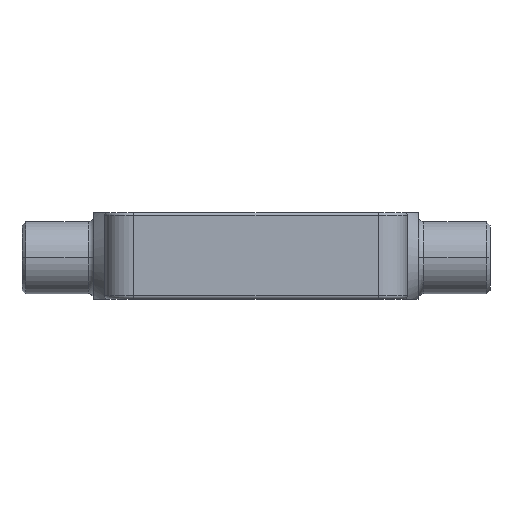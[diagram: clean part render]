
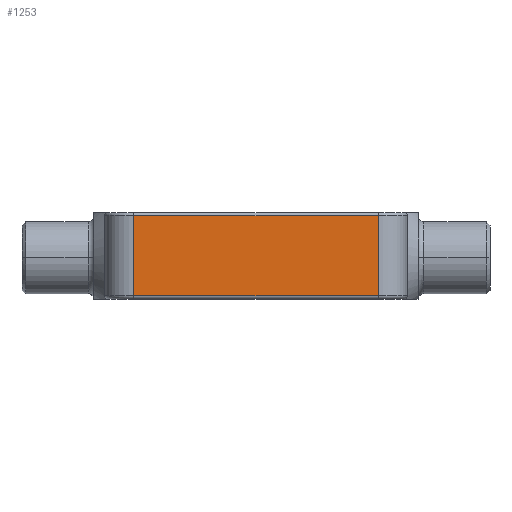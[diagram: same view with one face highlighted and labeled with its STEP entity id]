
A CAD part, top view. The second image highlights one B-rep face of the part: STEP entity #1253.
In plain terms, the highlighted planar face has unit normal (0, 0, 1).
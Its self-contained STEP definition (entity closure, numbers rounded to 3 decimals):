
#133 = EDGE_CURVE ( 'NONE', #2229, #2471, #556, .T. ) ;
#135 = FACE_OUTER_BOUND ( 'NONE', #250, .T. ) ;
#170 = VECTOR ( 'NONE', #945, 1000. ) ;
#250 = EDGE_LOOP ( 'NONE', ( #1255, #1760, #1211, #1602 ) ) ;
#385 = PLANE ( 'NONE',  #2047 ) ;
#423 = LINE ( 'NONE', #2490, #1369 ) ;
#506 = CARTESIAN_POINT ( 'NONE',  ( -34., 24., 42. ) ) ;
#556 = LINE ( 'NONE', #506, #1519 ) ;
#572 = CARTESIAN_POINT ( 'NONE',  ( -34., 0.85, 42. ) ) ;
#580 = CARTESIAN_POINT ( 'NONE',  ( 34., 0.85, 42. ) ) ;
#652 = DIRECTION ( 'NONE',  ( 0., -1., 0. ) ) ;
#670 = LINE ( 'NONE', #572, #170 ) ;
#788 = VECTOR ( 'NONE', #872, 1000. ) ;
#844 = VERTEX_POINT ( 'NONE', #1696 ) ;
#872 = DIRECTION ( 'NONE',  ( 0., -1., 0. ) ) ;
#945 = DIRECTION ( 'NONE',  ( 1., 0., 0. ) ) ;
#964 = DIRECTION ( 'NONE',  ( 0., 0., -1. ) ) ;
#1094 = CARTESIAN_POINT ( 'NONE',  ( -34., 23.15, 42. ) ) ;
#1147 = EDGE_CURVE ( 'NONE', #844, #2229, #423, .T. ) ;
#1211 = ORIENTED_EDGE ( 'NONE', *, *, #133, .T. ) ;
#1244 = VERTEX_POINT ( 'NONE', #580 ) ;
#1253 = ADVANCED_FACE ( 'NONE', ( #135 ), #385, .F. ) ;
#1255 = ORIENTED_EDGE ( 'NONE', *, *, #1677, .F. ) ;
#1317 = DIRECTION ( 'NONE',  ( -1., 0., 0. ) ) ;
#1340 = CARTESIAN_POINT ( 'NONE',  ( -34., 24., 42. ) ) ;
#1369 = VECTOR ( 'NONE', #2372, 1000. ) ;
#1519 = VECTOR ( 'NONE', #652, 1000. ) ;
#1602 = ORIENTED_EDGE ( 'NONE', *, *, #2353, .T. ) ;
#1677 = EDGE_CURVE ( 'NONE', #844, #1244, #1830, .T. ) ;
#1696 = CARTESIAN_POINT ( 'NONE',  ( 34., 23.15, 42. ) ) ;
#1760 = ORIENTED_EDGE ( 'NONE', *, *, #1147, .T. ) ;
#1830 = LINE ( 'NONE', #2255, #788 ) ;
#1901 = CARTESIAN_POINT ( 'NONE',  ( -34., 0.85, 42. ) ) ;
#2047 = AXIS2_PLACEMENT_3D ( 'NONE', #1340, #964, #1317 ) ;
#2229 = VERTEX_POINT ( 'NONE', #1094 ) ;
#2255 = CARTESIAN_POINT ( 'NONE',  ( 34., 24., 42. ) ) ;
#2353 = EDGE_CURVE ( 'NONE', #2471, #1244, #670, .T. ) ;
#2372 = DIRECTION ( 'NONE',  ( -1., 0., 0. ) ) ;
#2471 = VERTEX_POINT ( 'NONE', #1901 ) ;
#2490 = CARTESIAN_POINT ( 'NONE',  ( -34., 23.15, 42. ) ) ;
